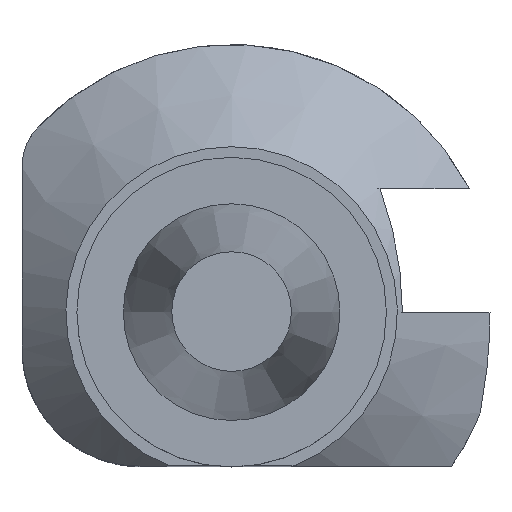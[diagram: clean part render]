
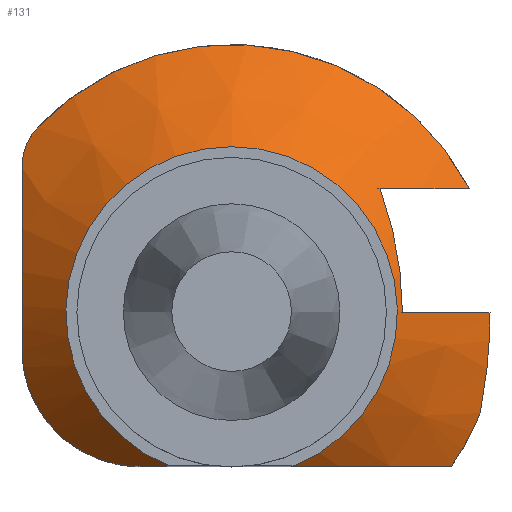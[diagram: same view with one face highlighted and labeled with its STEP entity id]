
A CAD part, top view. The second image highlights one B-rep face of the part: STEP entity #131.
In plain terms, the highlighted conical face has half-angle 45 degrees and reference radius 44.5 mm.
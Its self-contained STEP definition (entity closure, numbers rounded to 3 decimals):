
#117=EDGE_CURVE('Unnamed[1]',#337,#338,#339,.T.);
#119=EDGE_CURVE('Unnamed[1]',#341,#337,#342,.T.);
#121=EDGE_CURVE('Unnamed[1]',#344,#345,#346,.T.);
#123=EDGE_CURVE('Unnamed[1]',#348,#349,#350,.T.);
#131=ADVANCED_FACE('Unnamed[1]',(#362),#363,.T.);
#139=EDGE_CURVE('Unnamed[1]',#376,#348,#377,.T.);
#151=EDGE_CURVE('Unnamed[1]',#349,#387,#395,.T.);
#166=EDGE_CURVE('Unnamed[1]',#387,#388,#415,.T.);
#184=EDGE_CURVE('Unnamed[1]',#338,#440,#441,.T.);
#199=EDGE_CURVE('Unnamed[1]',#440,#345,#460,.T.);
#231=EDGE_CURVE('Unnamed[1]',#388,#372,#504,.T.);
#238=EDGE_CURVE('Unnamed[1]',#341,#372,#512,.T.);
#299=EDGE_CURVE('Unnamed[1]',#344,#376,#594,.T.);
#337=VERTEX_POINT('',#630);
#338=VERTEX_POINT('',#631);
#339=LINE('',#632,#633);
#341=VERTEX_POINT('',#636);
#342=B_SPLINE_CURVE_WITH_KNOTS('',2,(#637,#638,#639,#640,#641),.UNSPECIFIED.,.F.,.F.,(3,2,3),(0.0,20.833,41.666),.UNSPECIFIED.);
#344=VERTEX_POINT('',#644);
#345=VERTEX_POINT('',#645);
#346=CIRCLE('',#646,55.);
#348=VERTEX_POINT('',#649);
#349=VERTEX_POINT('',#650);
#350=B_SPLINE_CURVE_WITH_KNOTS('',3,(#651,#652,#653,#654,#655,#656,#657,#658,#659,#660,#661,#662,#663,#664,#665,#666,#667,#668,#669,#670,#671,#672,#673,#674,#675,#676),.UNSPECIFIED.,.F.,.F.,(4,2,2,2,2,2,2,2,2,2,2,2,4),(26.121,29.263,32.405,35.47,38.534,41.599,44.663,47.856,51.049,54.241,57.434,60.972,64.51),.UNSPECIFIED.);
#362=FACE_OUTER_BOUND('',#692,.T.);
#363=CONICAL_SURFACE('',#693,44.5,0.785);
#372=VERTEX_POINT('',#707);
#376=VERTEX_POINT('',#713);
#377=(B_SPLINE_CURVE(2,(#715,#716,#717),.UNSPECIFIED.,.F.,.F.)B_SPLINE_CURVE_WITH_KNOTS((3,3),(0.0,72.664),.UNSPECIFIED.)RATIONAL_B_SPLINE_CURVE((1.0,1.279,1.0))BOUNDED_CURVE()REPRESENTATION_ITEM('')GEOMETRIC_REPRESENTATION_ITEM()CURVE());
#387=VERTEX_POINT('',#736);
#388=VERTEX_POINT('',#737);
#395=(B_SPLINE_CURVE(2,(#748,#749,#750),.UNSPECIFIED.,.F.,.F.)B_SPLINE_CURVE_WITH_KNOTS((3,3),(0.0,38.633),.UNSPECIFIED.)RATIONAL_B_SPLINE_CURVE((1.0,1.073,1.0))BOUNDED_CURVE()REPRESENTATION_ITEM('')GEOMETRIC_REPRESENTATION_ITEM()CURVE());
#415=CIRCLE('',#784,34.);
#440=VERTEX_POINT('',#821);
#441=B_SPLINE_CURVE_WITH_KNOTS('',2,(#822,#823,#824),.UNSPECIFIED.,.F.,.F.,(3,3),(0.0,119.909),.UNSPECIFIED.);
#460=(B_SPLINE_CURVE(2,(#849,#850,#851),.UNSPECIFIED.,.F.,.F.)B_SPLINE_CURVE_WITH_KNOTS((3,3),(0.0,33.582),.UNSPECIFIED.)RATIONAL_B_SPLINE_CURVE((1.0,1.046,1.0))BOUNDED_CURVE()REPRESENTATION_ITEM('')GEOMETRIC_REPRESENTATION_ITEM()CURVE());
#504=(B_SPLINE_CURVE(2,(#919,#920,#921),.UNSPECIFIED.,.F.,.F.)B_SPLINE_CURVE_WITH_KNOTS((3,3),(0.0,38.633),.UNSPECIFIED.)RATIONAL_B_SPLINE_CURVE((1.0,1.073,1.0))BOUNDED_CURVE()REPRESENTATION_ITEM('')GEOMETRIC_REPRESENTATION_ITEM()CURVE());
#512=CIRCLE('',#938,55.);
#594=B_SPLINE_CURVE_WITH_KNOTS('',3,(#1055,#1056,#1057,#1058,#1059,#1060,#1061,#1062,#1063,#1064,#1065,#1066,#1067,#1068,#1069,#1070,#1071,#1072),.UNSPECIFIED.,.F.,.F.,(4,2,2,2,2,2,2,2,4),(36.256,37.545,38.833,40.122,41.411,42.7,44.243,45.786,47.329),.UNSPECIFIED.);
#630=CARTESIAN_POINT('',(53.,0.,-54.));
#631=CARTESIAN_POINT('',(35.039,0.,-36.039));
#632=CARTESIAN_POINT('',(44.5,0.,-45.5));
#633=VECTOR('',#1106,1.0);
#636=CARTESIAN_POINT('',(51.,-20.591,-56.));
#637=CARTESIAN_POINT('',(51.,-20.592,-56.));
#638=CARTESIAN_POINT('',(53.,-10.296,-54.));
#639=CARTESIAN_POINT('',(53.,0.,-54.));
#640=CARTESIAN_POINT('',(53.,10.296,-54.));
#641=CARTESIAN_POINT('',(51.,20.592,-56.));
#644=CARTESIAN_POINT('',(-39.651,38.115,-56.));
#645=CARTESIAN_POINT('',(48.784,25.4,-56.));
#646=AXIS2_PLACEMENT_3D('',#1107,#1108,#1109);
#649=CARTESIAN_POINT('',(-43.,-7.5,-44.649));
#650=CARTESIAN_POINT('',(-19.,-31.5,-37.787));
#651=CARTESIAN_POINT('',(-42.969,-6.29,-44.427));
#652=CARTESIAN_POINT('',(-43.025,-7.398,-44.643));
#653=CARTESIAN_POINT('',(-43.004,-8.516,-44.825));
#654=CARTESIAN_POINT('',(-42.81,-10.709,-45.116));
#655=CARTESIAN_POINT('',(-42.638,-11.782,-45.224));
#656=CARTESIAN_POINT('',(-42.182,-13.795,-45.369));
#657=CARTESIAN_POINT('',(-41.883,-14.818,-45.414));
#658=CARTESIAN_POINT('',(-41.131,-16.848,-45.435));
#659=CARTESIAN_POINT('',(-40.678,-17.857,-45.411));
#660=CARTESIAN_POINT('',(-39.64,-19.797,-45.295));
#661=CARTESIAN_POINT('',(-39.053,-20.73,-45.201));
#662=CARTESIAN_POINT('',(-37.789,-22.471,-44.952));
#663=CARTESIAN_POINT('',(-37.111,-23.28,-44.797));
#664=CARTESIAN_POINT('',(-35.697,-24.771,-44.438));
#665=CARTESIAN_POINT('',(-34.899,-25.511,-44.217));
#666=CARTESIAN_POINT('',(-33.187,-26.889,-43.7));
#667=CARTESIAN_POINT('',(-32.273,-27.526,-43.404));
#668=CARTESIAN_POINT('',(-30.381,-28.659,-42.752));
#669=CARTESIAN_POINT('',(-29.402,-29.155,-42.394));
#670=CARTESIAN_POINT('',(-27.441,-29.992,-41.639));
#671=CARTESIAN_POINT('',(-26.46,-30.333,-41.241));
#672=CARTESIAN_POINT('',(-24.46,-30.896,-40.394));
#673=CARTESIAN_POINT('',(-23.355,-31.129,-39.903));
#674=CARTESIAN_POINT('',(-21.104,-31.435,-38.848));
#675=CARTESIAN_POINT('',(-19.957,-31.508,-38.284));
#676=CARTESIAN_POINT('',(-18.824,-31.499,-37.695));
#692=EDGE_LOOP('',(#1118,#1119,#1120,#1121,#1122,#1123,#1124,#1125,#1126,#1127,#1128,#1129));
#693=AXIS2_PLACEMENT_3D('',#1130,#1131,#1132);
#707=CARTESIAN_POINT('',(45.086,-31.5,-56.));
#713=CARTESIAN_POINT('',(-43.,29.799,-53.316));
#715=CARTESIAN_POINT('',(-43.,34.293,-56.));
#716=CARTESIAN_POINT('',(-43.,0.,-34.618));
#717=CARTESIAN_POINT('',(-43.,-34.293,-56.));
#736=CARTESIAN_POINT('',(-12.796,-31.5,-35.));
#737=CARTESIAN_POINT('',(12.796,-31.5,-35.));
#748=CARTESIAN_POINT('',(-45.086,-31.5,-56.));
#749=CARTESIAN_POINT('',(-25.132,-31.5,-39.643));
#750=CARTESIAN_POINT('',(-12.796,-31.5,-35.));
#784=AXIS2_PLACEMENT_3D('',#1186,#1187,#1188);
#821=CARTESIAN_POINT('',(30.436,25.4,-40.643));
#822=CARTESIAN_POINT('',(15.079,-52.893,-56.));
#823=CARTESIAN_POINT('',(55.,0.,-16.079));
#824=CARTESIAN_POINT('',(15.079,52.893,-56.));
#849=CARTESIAN_POINT('',(22.602,25.4,-35.));
#850=CARTESIAN_POINT('',(32.604,25.4,-41.649));
#851=CARTESIAN_POINT('',(48.784,25.4,-56.));
#919=CARTESIAN_POINT('',(12.796,-31.5,-35.));
#920=CARTESIAN_POINT('',(25.132,-31.5,-39.643));
#921=CARTESIAN_POINT('',(45.086,-31.5,-56.));
#938=AXIS2_PLACEMENT_3D('',#1305,#1306,#1307);
#1055=CARTESIAN_POINT('',(-38.677,39.022,-55.942));
#1056=CARTESIAN_POINT('',(-39.026,38.732,-55.982));
#1057=CARTESIAN_POINT('',(-39.353,38.425,-56.));
#1058=CARTESIAN_POINT('',(-39.949,37.806,-56.));
#1059=CARTESIAN_POINT('',(-40.242,37.467,-55.982));
#1060=CARTESIAN_POINT('',(-40.795,36.746,-55.903));
#1061=CARTESIAN_POINT('',(-41.055,36.365,-55.843));
#1062=CARTESIAN_POINT('',(-41.526,35.58,-55.682));
#1063=CARTESIAN_POINT('',(-41.737,35.176,-55.582));
#1064=CARTESIAN_POINT('',(-42.103,34.372,-55.35));
#1065=CARTESIAN_POINT('',(-42.259,33.971,-55.219));
#1066=CARTESIAN_POINT('',(-42.541,33.124,-54.914));
#1067=CARTESIAN_POINT('',(-42.67,32.64,-54.72));
#1068=CARTESIAN_POINT('',(-42.866,31.657,-54.287));
#1069=CARTESIAN_POINT('',(-42.933,31.158,-54.046));
#1070=CARTESIAN_POINT('',(-43.004,30.171,-53.531));
#1071=CARTESIAN_POINT('',(-43.009,29.684,-53.256));
#1072=CARTESIAN_POINT('',(-42.986,29.215,-52.974));
#1106=DIRECTION('',(-0.707,0.,0.707));
#1107=CARTESIAN_POINT('',(0.,0.,-56.0));
#1108=DIRECTION('',(0.,0.,-1.0));
#1109=DIRECTION('',(-1.0,0.,0.));
#1118=ORIENTED_EDGE('',*,*,#199,.T.);
#1119=ORIENTED_EDGE('',*,*,#121,.F.);
#1120=ORIENTED_EDGE('',*,*,#299,.T.);
#1121=ORIENTED_EDGE('',*,*,#139,.T.);
#1122=ORIENTED_EDGE('',*,*,#123,.T.);
#1123=ORIENTED_EDGE('',*,*,#151,.T.);
#1124=ORIENTED_EDGE('',*,*,#166,.T.);
#1125=ORIENTED_EDGE('',*,*,#231,.T.);
#1126=ORIENTED_EDGE('',*,*,#238,.F.);
#1127=ORIENTED_EDGE('',*,*,#119,.T.);
#1128=ORIENTED_EDGE('',*,*,#117,.T.);
#1129=ORIENTED_EDGE('',*,*,#184,.T.);
#1130=CARTESIAN_POINT('',(0.,0.,-45.5));
#1131=DIRECTION('',(0.,0.,-1.0));
#1132=DIRECTION('',(-1.0,0.,0.));
#1186=CARTESIAN_POINT('',(0.,0.,-35.));
#1187=DIRECTION('',(0.,0.,-1.0));
#1188=DIRECTION('',(-1.0,0.,0.));
#1305=CARTESIAN_POINT('',(0.,0.,-56.0));
#1306=DIRECTION('',(0.,0.,-1.0));
#1307=DIRECTION('',(-1.0,0.,0.));
